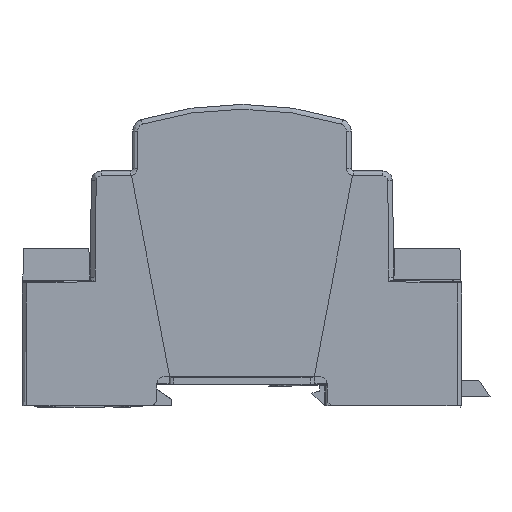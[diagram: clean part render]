
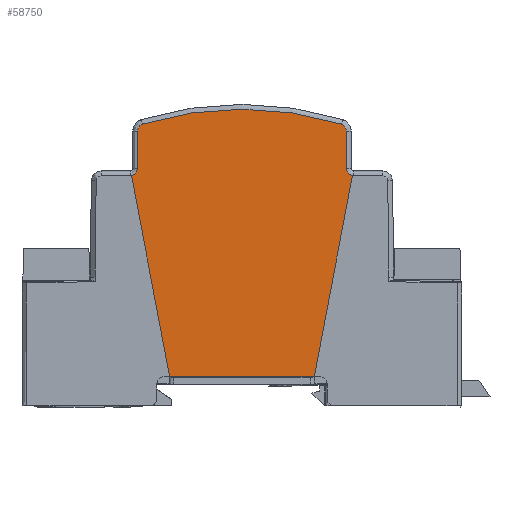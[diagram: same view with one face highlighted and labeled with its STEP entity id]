
A CAD part, left-side view. The second image highlights one B-rep face of the part: STEP entity #58750.
In plain terms, the highlighted planar face has unit normal (-1, 0, 0).
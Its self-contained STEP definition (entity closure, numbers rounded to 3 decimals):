
#49869 = VERTEX_POINT('',#49870);
#49870 = CARTESIAN_POINT('',(-53.107,-14.887,6.));
#49876 = EDGE_CURVE('',#49877,#49869,#49879,.T.);
#49877 = VERTEX_POINT('',#49878);
#49878 = CARTESIAN_POINT('',(-53.107,14.887,6.));
#49879 = LINE('',#49880,#49881);
#49880 = CARTESIAN_POINT('',(-53.107,14.887,6.));
#49881 = VECTOR('',#49882,1.);
#49882 = DIRECTION('',(0.,-1.,0.));
#58722 = EDGE_CURVE('',#58723,#58725,#58727,.T.);
#58723 = VERTEX_POINT('',#58724);
#58724 = CARTESIAN_POINT('',(-53.107,-22.721,47.326));
#58725 = VERTEX_POINT('',#58726);
#58726 = CARTESIAN_POINT('',(-53.107,-21.5,48.8));
#58727 = CIRCLE('',#58728,1.5);
#58728 = AXIS2_PLACEMENT_3D('',#58729,#58730,#58731);
#58729 = CARTESIAN_POINT('',(-53.107,-23.,48.8));
#58730 = DIRECTION('',(1.,0.,0.));
#58731 = DIRECTION('',(0.,1.,0.));
#58750 = ADVANCED_FACE('',(#58751),#58819,.T.);
#58751 = FACE_BOUND('',#58752,.T.);
#58752 = EDGE_LOOP('',(#58753,#58754,#58760,#58761,#58769,#58778,#58787,
    #58796,#58804,#58813));
#58753 = ORIENTED_EDGE('',*,*,#49876,.T.);
#58754 = ORIENTED_EDGE('',*,*,#58755,.T.);
#58755 = EDGE_CURVE('',#49869,#58723,#58756,.T.);
#58756 = LINE('',#58757,#58758);
#58757 = CARTESIAN_POINT('',(-53.107,-14.887,6.));
#58758 = VECTOR('',#58759,1.);
#58759 = DIRECTION('',(0.,-0.186,0.983));
#58760 = ORIENTED_EDGE('',*,*,#58722,.T.);
#58761 = ORIENTED_EDGE('',*,*,#58762,.T.);
#58762 = EDGE_CURVE('',#58725,#58763,#58765,.T.);
#58763 = VERTEX_POINT('',#58764);
#58764 = CARTESIAN_POINT('',(-53.107,-21.5,56.481));
#58765 = LINE('',#58766,#58767);
#58766 = CARTESIAN_POINT('',(-53.107,-21.5,48.8));
#58767 = VECTOR('',#58768,1.);
#58768 = DIRECTION('',(0.,0.,1.));
#58769 = ORIENTED_EDGE('',*,*,#58770,.T.);
#58770 = EDGE_CURVE('',#58763,#58771,#58773,.T.);
#58771 = VERTEX_POINT('',#58772);
#58772 = CARTESIAN_POINT('',(-53.107,-20.443,57.914));
#58773 = CIRCLE('',#58774,1.5);
#58774 = AXIS2_PLACEMENT_3D('',#58775,#58776,#58777);
#58775 = CARTESIAN_POINT('',(-53.107,-20.,56.481));
#58776 = DIRECTION('',(-1.,0.,0.));
#58777 = DIRECTION('',(0.,-0.295,
    0.955));
#58778 = ORIENTED_EDGE('',*,*,#58779,.T.);
#58779 = EDGE_CURVE('',#58771,#58780,#58782,.T.);
#58780 = VERTEX_POINT('',#58781);
#58781 = CARTESIAN_POINT('',(-53.107,20.443,57.914));
#58782 = CIRCLE('',#58783,69.262);
#58783 = AXIS2_PLACEMENT_3D('',#58784,#58785,#58786);
#58784 = CARTESIAN_POINT('',(-53.107,0.,-8.262));
#58785 = DIRECTION('',(-1.,0.,0.));
#58786 = DIRECTION('',(0.,0.295,0.955
    ));
#58787 = ORIENTED_EDGE('',*,*,#58788,.T.);
#58788 = EDGE_CURVE('',#58780,#58789,#58791,.T.);
#58789 = VERTEX_POINT('',#58790);
#58790 = CARTESIAN_POINT('',(-53.107,21.5,56.481));
#58791 = CIRCLE('',#58792,1.5);
#58792 = AXIS2_PLACEMENT_3D('',#58793,#58794,#58795);
#58793 = CARTESIAN_POINT('',(-53.107,20.,56.481));
#58794 = DIRECTION('',(-1.,0.,0.));
#58795 = DIRECTION('',(0.,1.,0.));
#58796 = ORIENTED_EDGE('',*,*,#58797,.T.);
#58797 = EDGE_CURVE('',#58789,#58798,#58800,.T.);
#58798 = VERTEX_POINT('',#58799);
#58799 = CARTESIAN_POINT('',(-53.107,21.5,48.8));
#58800 = LINE('',#58801,#58802);
#58801 = CARTESIAN_POINT('',(-53.107,21.5,56.481));
#58802 = VECTOR('',#58803,1.);
#58803 = DIRECTION('',(0.,0.,-1.));
#58804 = ORIENTED_EDGE('',*,*,#58805,.T.);
#58805 = EDGE_CURVE('',#58798,#58806,#58808,.T.);
#58806 = VERTEX_POINT('',#58807);
#58807 = CARTESIAN_POINT('',(-53.107,22.721,47.326));
#58808 = CIRCLE('',#58809,1.5);
#58809 = AXIS2_PLACEMENT_3D('',#58810,#58811,#58812);
#58810 = CARTESIAN_POINT('',(-53.107,23.,48.8));
#58811 = DIRECTION('',(1.,0.,0.));
#58812 = DIRECTION('',(0.,-0.186,
    -0.983));
#58813 = ORIENTED_EDGE('',*,*,#58814,.T.);
#58814 = EDGE_CURVE('',#58806,#49877,#58815,.T.);
#58815 = LINE('',#58816,#58817);
#58816 = CARTESIAN_POINT('',(-53.107,22.721,47.326));
#58817 = VECTOR('',#58818,1.);
#58818 = DIRECTION('',(0.,-0.186,-0.983));
#58819 = PLANE('',#58820);
#58820 = AXIS2_PLACEMENT_3D('',#58821,#58822,#58823);
#58821 = CARTESIAN_POINT('',(-53.107,0.,64.229));
#58822 = DIRECTION('',(-1.,0.,0.));
#58823 = DIRECTION('',(0.,-1.,0.));
